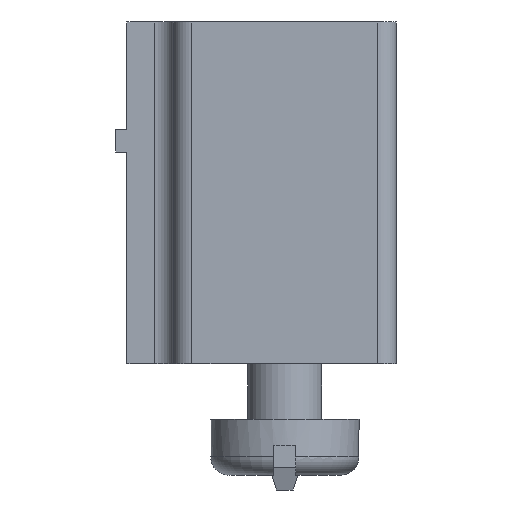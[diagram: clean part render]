
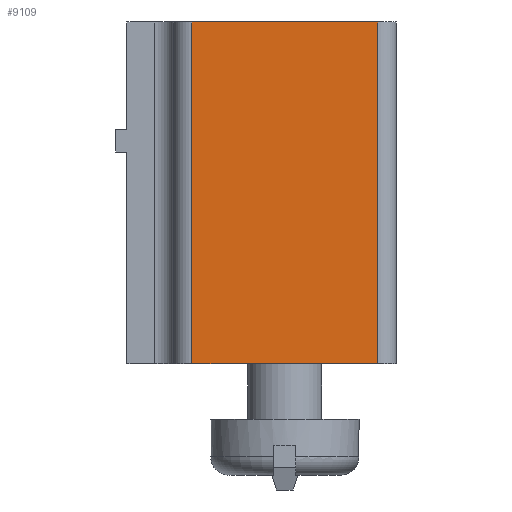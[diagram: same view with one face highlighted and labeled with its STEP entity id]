
A CAD part, left-side view. The second image highlights one B-rep face of the part: STEP entity #9109.
In plain terms, the highlighted planar face has unit normal (-1, 0, 0).
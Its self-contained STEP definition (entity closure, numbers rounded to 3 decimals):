
#44 = PLANE('',#45);
#45 = AXIS2_PLACEMENT_3D('',#46,#47,#48);
#46 = CARTESIAN_POINT('',(-6.9,-3.,0.));
#47 = DIRECTION('',(0.,0.,-1.));
#48 = DIRECTION('',(-1.,0.,0.));
#72 = CYLINDRICAL_SURFACE('',#73,0.5);
#73 = AXIS2_PLACEMENT_3D('',#74,#75,#76);
#74 = CARTESIAN_POINT('',(-6.4,-2.5,0.));
#75 = DIRECTION('',(0.,0.,1.));
#76 = DIRECTION('',(0.,-1.,0.));
#100 = PLANE('',#101);
#101 = AXIS2_PLACEMENT_3D('',#102,#103,#104);
#102 = CARTESIAN_POINT('',(-6.9,-3.,9.2));
#103 = DIRECTION('',(0.,0.,-1.));
#104 = DIRECTION('',(-1.,0.,0.));
#143 = VERTEX_POINT('',#144);
#144 = CARTESIAN_POINT('',(-6.9,-2.5,0.));
#166 = EDGE_CURVE('',#167,#143,#169,.T.);
#167 = VERTEX_POINT('',#168);
#168 = CARTESIAN_POINT('',(-6.9,2.5,0.));
#169 = SURFACE_CURVE('',#170,(#174,#181),.PCURVE_S1.);
#170 = LINE('',#171,#172);
#171 = CARTESIAN_POINT('',(-6.9,3.,0.));
#172 = VECTOR('',#173,1.);
#173 = DIRECTION('',(0.,-1.,0.));
#174 = PCURVE('',#44,#175);
#175 = DEFINITIONAL_REPRESENTATION('',(#176),#180);
#176 = LINE('',#177,#178);
#177 = CARTESIAN_POINT('',(0.,6.));
#178 = VECTOR('',#179,1.);
#179 = DIRECTION('',(0.,-1.));
#180 = ( GEOMETRIC_REPRESENTATION_CONTEXT(2)
PARAMETRIC_REPRESENTATION_CONTEXT() REPRESENTATION_CONTEXT('2D SPACE',''
) );
#181 = PCURVE('',#182,#187);
#182 = PLANE('',#183);
#183 = AXIS2_PLACEMENT_3D('',#184,#185,#186);
#184 = CARTESIAN_POINT('',(-6.9,3.,0.));
#185 = DIRECTION('',(1.,0.,0.));
#186 = DIRECTION('',(0.,-1.,0.));
#187 = DEFINITIONAL_REPRESENTATION('',(#188),#192);
#188 = LINE('',#189,#190);
#189 = CARTESIAN_POINT('',(0.,0.));
#190 = VECTOR('',#191,1.);
#191 = DIRECTION('',(1.,0.));
#192 = ( GEOMETRIC_REPRESENTATION_CONTEXT(2)
PARAMETRIC_REPRESENTATION_CONTEXT() REPRESENTATION_CONTEXT('2D SPACE',''
) );
#215 = CYLINDRICAL_SURFACE('',#216,0.5);
#216 = AXIS2_PLACEMENT_3D('',#217,#218,#219);
#217 = CARTESIAN_POINT('',(-6.4,2.5,0.));
#218 = DIRECTION('',(0.,0.,1.));
#219 = DIRECTION('',(0.,1.,0.));
#2274 = EDGE_CURVE('',#143,#2275,#2277,.T.);
#2275 = VERTEX_POINT('',#2276);
#2276 = CARTESIAN_POINT('',(-6.9,-2.5,9.2));
#2277 = SURFACE_CURVE('',#2278,(#2282,#2289),.PCURVE_S1.);
#2278 = LINE('',#2279,#2280);
#2279 = CARTESIAN_POINT('',(-6.9,-2.5,0.));
#2280 = VECTOR('',#2281,1.);
#2281 = DIRECTION('',(0.,0.,1.));
#2282 = PCURVE('',#72,#2283);
#2283 = DEFINITIONAL_REPRESENTATION('',(#2284),#2288);
#2284 = LINE('',#2285,#2286);
#2285 = CARTESIAN_POINT('',(-1.571,0.));
#2286 = VECTOR('',#2287,1.);
#2287 = DIRECTION('',(0.,1.));
#2288 = ( GEOMETRIC_REPRESENTATION_CONTEXT(2)
PARAMETRIC_REPRESENTATION_CONTEXT() REPRESENTATION_CONTEXT('2D SPACE',''
) );
#2289 = PCURVE('',#182,#2290);
#2290 = DEFINITIONAL_REPRESENTATION('',(#2291),#2295);
#2291 = LINE('',#2292,#2293);
#2292 = CARTESIAN_POINT('',(5.5,0.));
#2293 = VECTOR('',#2294,1.);
#2294 = DIRECTION('',(0.,-1.));
#2295 = ( GEOMETRIC_REPRESENTATION_CONTEXT(2)
PARAMETRIC_REPRESENTATION_CONTEXT() REPRESENTATION_CONTEXT('2D SPACE',''
) );
#2379 = EDGE_CURVE('',#2380,#2275,#2382,.T.);
#2380 = VERTEX_POINT('',#2381);
#2381 = CARTESIAN_POINT('',(-6.9,2.5,9.2));
#2382 = SURFACE_CURVE('',#2383,(#2387,#2394),.PCURVE_S1.);
#2383 = LINE('',#2384,#2385);
#2384 = CARTESIAN_POINT('',(-6.9,3.,9.2));
#2385 = VECTOR('',#2386,1.);
#2386 = DIRECTION('',(0.,-1.,0.));
#2387 = PCURVE('',#100,#2388);
#2388 = DEFINITIONAL_REPRESENTATION('',(#2389),#2393);
#2389 = LINE('',#2390,#2391);
#2390 = CARTESIAN_POINT('',(0.,6.));
#2391 = VECTOR('',#2392,1.);
#2392 = DIRECTION('',(0.,-1.));
#2393 = ( GEOMETRIC_REPRESENTATION_CONTEXT(2)
PARAMETRIC_REPRESENTATION_CONTEXT() REPRESENTATION_CONTEXT('2D SPACE',''
) );
#2394 = PCURVE('',#182,#2395);
#2395 = DEFINITIONAL_REPRESENTATION('',(#2396),#2400);
#2396 = LINE('',#2397,#2398);
#2397 = CARTESIAN_POINT('',(0.,-9.2));
#2398 = VECTOR('',#2399,1.);
#2399 = DIRECTION('',(1.,0.));
#2400 = ( GEOMETRIC_REPRESENTATION_CONTEXT(2)
PARAMETRIC_REPRESENTATION_CONTEXT() REPRESENTATION_CONTEXT('2D SPACE',''
) );
#9109 = ADVANCED_FACE('',(#9110),#182,.F.);
#9110 = FACE_BOUND('',#9111,.F.);
#9111 = EDGE_LOOP('',(#9112,#9113,#9134,#9135));
#9112 = ORIENTED_EDGE('',*,*,#166,.F.);
#9113 = ORIENTED_EDGE('',*,*,#9114,.T.);
#9114 = EDGE_CURVE('',#167,#2380,#9115,.T.);
#9115 = SURFACE_CURVE('',#9116,(#9120,#9127),.PCURVE_S1.);
#9116 = LINE('',#9117,#9118);
#9117 = CARTESIAN_POINT('',(-6.9,2.5,0.));
#9118 = VECTOR('',#9119,1.);
#9119 = DIRECTION('',(0.,0.,1.));
#9120 = PCURVE('',#182,#9121);
#9121 = DEFINITIONAL_REPRESENTATION('',(#9122),#9126);
#9122 = LINE('',#9123,#9124);
#9123 = CARTESIAN_POINT('',(0.5,0.));
#9124 = VECTOR('',#9125,1.);
#9125 = DIRECTION('',(0.,-1.));
#9126 = ( GEOMETRIC_REPRESENTATION_CONTEXT(2)
PARAMETRIC_REPRESENTATION_CONTEXT() REPRESENTATION_CONTEXT('2D SPACE',''
) );
#9127 = PCURVE('',#215,#9128);
#9128 = DEFINITIONAL_REPRESENTATION('',(#9129),#9133);
#9129 = LINE('',#9130,#9131);
#9130 = CARTESIAN_POINT('',(1.571,0.));
#9131 = VECTOR('',#9132,1.);
#9132 = DIRECTION('',(0.,1.));
#9133 = ( GEOMETRIC_REPRESENTATION_CONTEXT(2)
PARAMETRIC_REPRESENTATION_CONTEXT() REPRESENTATION_CONTEXT('2D SPACE',''
) );
#9134 = ORIENTED_EDGE('',*,*,#2379,.T.);
#9135 = ORIENTED_EDGE('',*,*,#2274,.F.);
